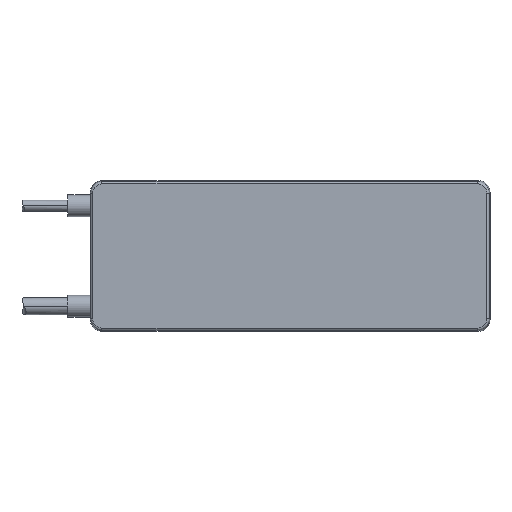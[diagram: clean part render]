
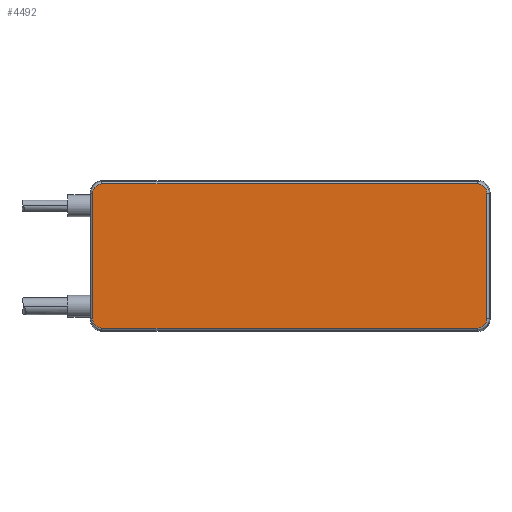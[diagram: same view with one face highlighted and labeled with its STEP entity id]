
A CAD part, front view. The second image highlights one B-rep face of the part: STEP entity #4492.
In plain terms, the highlighted planar face has unit normal (0, -1, 0).
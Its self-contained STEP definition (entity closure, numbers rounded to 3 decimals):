
#1048=DIRECTION('',(-1.,0.,0.));
#1049=VECTOR('',#1048,164.564);
#1050=CARTESIAN_POINT('',(149.731,-11.9,31.563));
#1051=LINE('',#1050,#1049);
#1052=CARTESIAN_POINT('',(153.73,-11.9,27.564));
#1053=CARTESIAN_POINT('',(153.73,-11.9,27.799));
#1054=CARTESIAN_POINT('',(153.689,-11.9,28.26));
#1055=CARTESIAN_POINT('',(153.508,-11.9,28.939));
#1056=CARTESIAN_POINT('',(153.212,-11.9,29.574));
#1057=CARTESIAN_POINT('',(152.81,-11.9,30.148));
#1058=CARTESIAN_POINT('',(152.314,-11.9,30.644));
#1059=CARTESIAN_POINT('',(151.74,-11.9,31.046));
#1060=CARTESIAN_POINT('',(151.105,-11.9,31.342));
#1061=CARTESIAN_POINT('',(150.426,-11.9,31.523));
#1062=CARTESIAN_POINT('',(149.965,-11.9,31.563));
#1063=CARTESIAN_POINT('',(149.731,-11.9,31.563));
#1065=DIRECTION('',(0.,0.,1.));
#1066=VECTOR('',#1065,55.128);
#1067=CARTESIAN_POINT('',(153.73,-11.9,
-27.564));
#1068=LINE('',#1067,#1066);
#1069=CARTESIAN_POINT('',(149.731,-11.9,
-31.563));
#1070=CARTESIAN_POINT('',(149.965,-11.9,
-31.563));
#1071=CARTESIAN_POINT('',(150.426,-11.9,
-31.523));
#1072=CARTESIAN_POINT('',(151.105,-11.9,-31.342));
#1073=CARTESIAN_POINT('',(151.74,-11.9,-31.045));
#1074=CARTESIAN_POINT('',(152.315,-11.9,-30.643));
#1075=CARTESIAN_POINT('',(152.81,-11.9,-30.148));
#1076=CARTESIAN_POINT('',(153.212,-11.9,-29.573));
#1077=CARTESIAN_POINT('',(153.508,-11.9,-28.938));
#1078=CARTESIAN_POINT('',(153.69,-11.9,
-28.259));
#1079=CARTESIAN_POINT('',(153.73,-11.9,
-27.798));
#1080=CARTESIAN_POINT('',(153.73,-11.9,
-27.564));
#1082=DIRECTION('',(1.,0.,0.));
#1083=VECTOR('',#1082,164.564);
#1084=CARTESIAN_POINT('',(-14.834,-11.9,-31.563));
#1085=LINE('',#1084,#1083);
#1086=CARTESIAN_POINT('',(-18.834,-11.9,-27.563));
#1087=CARTESIAN_POINT('',(-18.833,-11.9,
-27.797));
#1088=CARTESIAN_POINT('',(-18.793,-11.9,
-28.259));
#1089=CARTESIAN_POINT('',(-18.612,-11.9,-28.938));
#1090=CARTESIAN_POINT('',(-18.315,-11.9,-29.573));
#1091=CARTESIAN_POINT('',(-17.913,-11.9,-30.148));
#1092=CARTESIAN_POINT('',(-17.417,-11.9,-30.644));
#1093=CARTESIAN_POINT('',(-16.843,-11.9,-31.046));
#1094=CARTESIAN_POINT('',(-16.208,-11.9,-31.342));
#1095=CARTESIAN_POINT('',(-15.529,-11.9,
-31.523));
#1096=CARTESIAN_POINT('',(-15.068,-11.9,
-31.563));
#1097=CARTESIAN_POINT('',(-14.834,-11.9,-31.563));
#1099=DIRECTION('',(0.,0.,-1.));
#1100=VECTOR('',#1099,55.126);
#1101=CARTESIAN_POINT('',(-18.834,-11.9,27.563));
#1102=LINE('',#1101,#1100);
#1103=CARTESIAN_POINT('',(-14.834,-11.9,31.563));
#1104=CARTESIAN_POINT('',(-15.068,-11.9,
31.563));
#1105=CARTESIAN_POINT('',(-15.529,-11.9,
31.523));
#1106=CARTESIAN_POINT('',(-16.208,-11.9,31.342));
#1107=CARTESIAN_POINT('',(-16.843,-11.9,31.045));
#1108=CARTESIAN_POINT('',(-17.418,-11.9,30.643));
#1109=CARTESIAN_POINT('',(-17.914,-11.9,30.147));
#1110=CARTESIAN_POINT('',(-18.316,-11.9,29.573));
#1111=CARTESIAN_POINT('',(-18.612,-11.9,28.937));
#1112=CARTESIAN_POINT('',(-18.793,-11.9,
28.258));
#1113=CARTESIAN_POINT('',(-18.833,-11.9,
27.797));
#1114=CARTESIAN_POINT('',(-18.834,-11.9,27.563));
#2609=CARTESIAN_POINT('',(149.731,-11.9,31.563));
#2610=CARTESIAN_POINT('',(-14.834,-11.9,31.563));
#2611=VERTEX_POINT('',#2609);
#2612=VERTEX_POINT('',#2610);
#2617=VERTEX_POINT('',#1114);
#2619=CARTESIAN_POINT('',(-18.834,-11.9,-27.563));
#2620=VERTEX_POINT('',#2619);
#2621=VERTEX_POINT('',#1097);
#2624=CARTESIAN_POINT('',(149.731,-11.9,
-31.563));
#2625=VERTEX_POINT('',#2624);
#2810=VERTEX_POINT('',#1080);
#2812=CARTESIAN_POINT('',(153.73,-11.9,27.564));
#2813=VERTEX_POINT('',#2812);
#4470=CARTESIAN_POINT('',(67.667,-11.9,0.));
#4471=DIRECTION('',(0.,1.,0.));
#4472=DIRECTION('',(-1.,0.,0.));
#4473=AXIS2_PLACEMENT_3D('',#4470,#4471,#4472);
#4474=PLANE('',#4473);
#4476=ORIENTED_EDGE('',*,*,#4475,.F.);
#4478=ORIENTED_EDGE('',*,*,#4477,.F.);
#4480=ORIENTED_EDGE('',*,*,#4479,.F.);
#4482=ORIENTED_EDGE('',*,*,#4481,.F.);
#4484=ORIENTED_EDGE('',*,*,#4483,.F.);
#4485=ORIENTED_EDGE('',*,*,#4453,.F.);
#4487=ORIENTED_EDGE('',*,*,#4486,.F.);
#4489=ORIENTED_EDGE('',*,*,#4488,.F.);
#4490=EDGE_LOOP('',(#4476,#4478,#4480,#4482,#4484,#4485,#4487,#4489));
#4491=FACE_OUTER_BOUND('',#4490,.F.);
#4492=ADVANCED_FACE('',(#4491),#4474,.F.);
#1064=B_SPLINE_CURVE_WITH_KNOTS('',3,(#1052,#1053,#1054,#1055,#1056,#1057,#1058,
#1059,#1060,#1061,#1062,#1063),.UNSPECIFIED.,.F.,.F.,(4,1,1,1,1,1,1,1,1,4),
(0.,0.111,0.222,0.333,0.444,
0.556,0.667,0.778,0.889,1.),
.UNSPECIFIED.);
#1081=B_SPLINE_CURVE_WITH_KNOTS('',3,(#1069,#1070,#1071,#1072,#1073,#1074,#1075,
#1076,#1077,#1078,#1079,#1080),.UNSPECIFIED.,.F.,.F.,(4,1,1,1,1,1,1,1,1,4),
(0.,0.111,0.222,0.333,0.444,
0.556,0.667,0.778,0.889,1.),
.UNSPECIFIED.);
#1098=B_SPLINE_CURVE_WITH_KNOTS('',3,(#1086,#1087,#1088,#1089,#1090,#1091,#1092,
#1093,#1094,#1095,#1096,#1097),.UNSPECIFIED.,.F.,.F.,(4,1,1,1,1,1,1,1,1,4),
(0.,0.111,0.222,0.333,0.444,
0.556,0.667,0.778,0.889,1.),
.UNSPECIFIED.);
#1115=B_SPLINE_CURVE_WITH_KNOTS('',3,(#1103,#1104,#1105,#1106,#1107,#1108,#1109,
#1110,#1111,#1112,#1113,#1114),.UNSPECIFIED.,.F.,.F.,(4,1,1,1,1,1,1,1,1,4),
(0.,0.111,0.222,0.333,0.444,
0.556,0.667,0.778,0.889,1.),
.UNSPECIFIED.);
#4453=EDGE_CURVE('',#2620,#2621,#1098,.T.);
#4475=EDGE_CURVE('',#2611,#2612,#1051,.T.);
#4477=EDGE_CURVE('',#2813,#2611,#1064,.T.);
#4479=EDGE_CURVE('',#2810,#2813,#1068,.T.);
#4481=EDGE_CURVE('',#2625,#2810,#1081,.T.);
#4483=EDGE_CURVE('',#2621,#2625,#1085,.T.);
#4486=EDGE_CURVE('',#2617,#2620,#1102,.T.);
#4488=EDGE_CURVE('',#2612,#2617,#1115,.T.);
